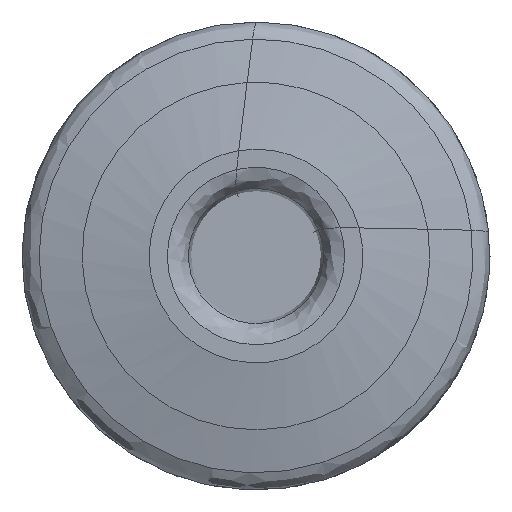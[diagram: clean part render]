
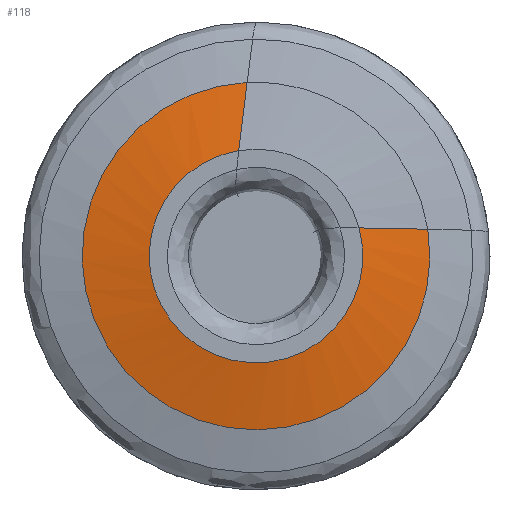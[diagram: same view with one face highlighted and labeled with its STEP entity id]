
A CAD part, left-side view. The second image highlights one B-rep face of the part: STEP entity #118.
In plain terms, the highlighted free-form (B-spline) face has degree [1, 3] with [2, 7] control points.
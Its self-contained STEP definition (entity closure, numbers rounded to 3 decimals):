
#118=ADVANCED_FACE('',(#195),#166,.F.);
#166=(
BOUNDED_SURFACE()
B_SPLINE_SURFACE(1,3,((#1114,#1115,#1116,#1117,#1118,#1119,#1120),(#1121,
#1122,#1123,#1124,#1125,#1126,#1127)),.UNSPECIFIED.,.F.,.F.,.F.)
B_SPLINE_SURFACE_WITH_KNOTS((2,2),(4,3,4),(0.,1.),(0.,0.5,1.),
 .UNSPECIFIED.)
GEOMETRIC_REPRESENTATION_ITEM()
RATIONAL_B_SPLINE_SURFACE(((1.,0.572,0.572,1.,0.572,
0.572,1.),(1.,0.572,0.572,1.,0.572,
0.572,1.)))
REPRESENTATION_ITEM('')
SURFACE()
);
#195=FACE_OUTER_BOUND('',#229,.T.);
#229=EDGE_LOOP('',(#376,#377,#378,#379));
#298=CIRCLE('',#691,5.706);
#299=CIRCLE('',#693,9.289);
#376=ORIENTED_EDGE('',*,*,#575,.F.);
#377=ORIENTED_EDGE('',*,*,#576,.F.);
#378=ORIENTED_EDGE('',*,*,#572,.T.);
#379=ORIENTED_EDGE('',*,*,#577,.F.);
#516=VERTEX_POINT('',#1104);
#517=VERTEX_POINT('',#1105);
#518=VERTEX_POINT('',#1110);
#519=VERTEX_POINT('',#1111);
#572=EDGE_CURVE('',#516,#517,#298,.T.);
#575=EDGE_CURVE('',#518,#519,#299,.T.);
#576=EDGE_CURVE('',#516,#518,#640,.T.);
#577=EDGE_CURVE('',#519,#517,#641,.T.);
#640=LINE('',#1112,#664);
#641=LINE('',#1113,#665);
#664=VECTOR('',#799,1.);
#665=VECTOR('',#800,1.);
#691=AXIS2_PLACEMENT_3D('',#1103,#791,#792);
#693=AXIS2_PLACEMENT_3D('',#1109,#797,#798);
#791=DIRECTION('',(1.,0.,0.));
#792=DIRECTION('',(0.,-0.965,0.263));
#797=DIRECTION('',(1.,0.,0.));
#798=DIRECTION('',(0.,-0.988,0.154));
#799=DIRECTION('',(0.173,-0.985,-0.018));
#800=DIRECTION('',(-0.173,0.12,-0.978));
#1103=CARTESIAN_POINT('',(0.,0.,0.));
#1104=CARTESIAN_POINT('',(0.,-5.506,1.5));
#1105=CARTESIAN_POINT('',(0.,0.922,5.631));
#1109=CARTESIAN_POINT('',(0.644,0.,0.));
#1110=CARTESIAN_POINT('',(0.644,-9.177,1.432));
#1111=CARTESIAN_POINT('',(0.644,0.475,9.276));
#1112=CARTESIAN_POINT('',(0.,-5.506,1.5));
#1113=CARTESIAN_POINT('',(0.,0.922,5.631));
#1114=CARTESIAN_POINT('',(0.,-5.506,1.5));
#1115=CARTESIAN_POINT('',(0.,-7.137,-4.486));
#1116=CARTESIAN_POINT('',(0.,-2.134,-8.155));
#1117=CARTESIAN_POINT('',(0.,3.085,-4.8));
#1118=CARTESIAN_POINT('',(0.,8.304,-1.446));
#1119=CARTESIAN_POINT('',(0.,7.045,4.629));
#1120=CARTESIAN_POINT('',(0.,0.922,5.631));
#1121=CARTESIAN_POINT('',(0.644,-9.177,1.432));
#1122=CARTESIAN_POINT('',(0.644,-10.735,-8.545));
#1123=CARTESIAN_POINT('',(0.644,-1.979,-13.577));
#1124=CARTESIAN_POINT('',(0.644,5.858,-7.209));
#1125=CARTESIAN_POINT('',(0.644,13.695,-0.84));
#1126=CARTESIAN_POINT('',(0.644,10.56,8.76));
#1127=CARTESIAN_POINT('',(0.644,0.475,9.276));
